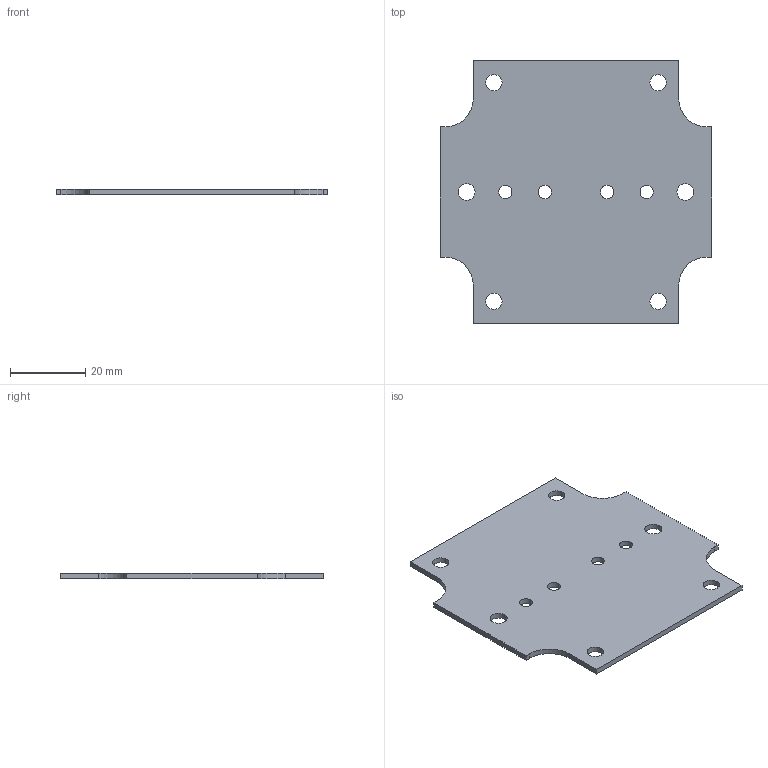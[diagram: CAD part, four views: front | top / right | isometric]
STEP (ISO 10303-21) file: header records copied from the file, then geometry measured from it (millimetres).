
FILE_DESCRIPTION(/* description */ (''),/* implementation_level */ '2;1');
FILE_NAME(/* name */ '0312100900 - Mo-Platte MBM-MBT 0808xx.stp',/* time_stamp */ '2017-03-29T11:13:00+02:00',/* author */ ('robin.rentz'),/* organization */ (''),/* preprocessor_version */ 'ST-DEVELOPER v16.5',/* originating_system */ 'Autodesk Inventor 2017',/* authorisation */ '');
FILE_SCHEMA (('AUTOMOTIVE_DESIGN { 1 0 10303 214 3 1 1 }'));
Length unit declared in the file: millimetre
Products named in the file (1): 0312100900 - Mo-Platte MBM-MBT 0808xx
Bounding box: 72 x 70 x 1.5 mm (x, y, z)
Volume: 6508 mm3; surface area: 9273.4 mm2
Topology: 1 solids, 1 shells, 28 faces, 78 edges, 52 vertices
Faces by surface type: cylinder 14, plane 14
Full cylindrical faces by diameter (mm): 3.5 x4, 4.3 x4, 4.5 x2
Entity records: 930 total; most frequent: DIRECTION 154, CARTESIAN_POINT 149, ORIENTED_EDGE 136, EDGE_CURVE 68, EDGE_LOOP 58, AXIS2_PLACEMENT_3D 57, VERTEX_POINT 52, LINE 40
